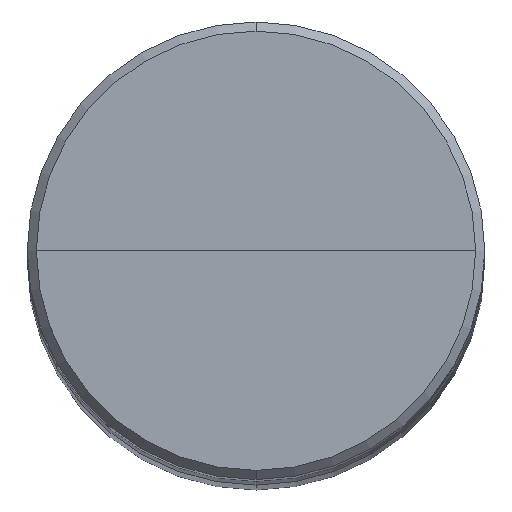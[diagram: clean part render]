
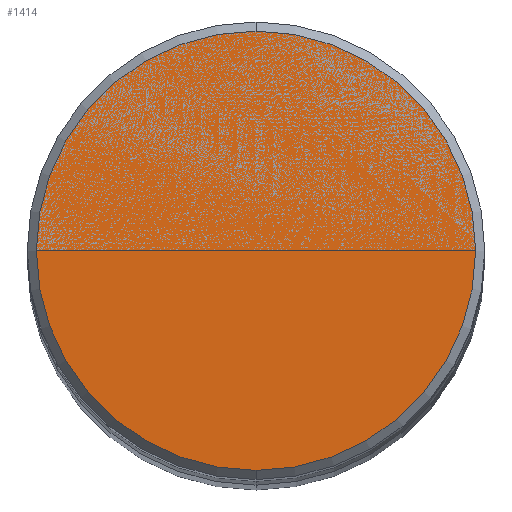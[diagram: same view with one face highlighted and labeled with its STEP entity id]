
A CAD part, top view. The second image highlights one B-rep face of the part: STEP entity #1414.
In plain terms, the highlighted planar face has unit normal (0, 0, 1).
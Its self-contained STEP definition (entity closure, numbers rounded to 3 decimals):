
#1315=CARTESIAN_POINT('',(0.,0.,80.));
#1316=DIRECTION('',(0.,0.,-1.));
#1317=DIRECTION('',(0.,-1.,0.));
#1318=AXIS2_PLACEMENT_3D('',#1315,#1316,#1317);
#1323=CARTESIAN_POINT('',(0.,0.,80.));
#1324=DIRECTION('',(0.,0.,-1.));
#1325=DIRECTION('',(0.,1.,0.));
#1326=AXIS2_PLACEMENT_3D('',#1323,#1324,#1325);
#1399=CARTESIAN_POINT('',(0.,-2.88,80.));
#1400=CARTESIAN_POINT('',(0.,2.88,80.));
#1401=VERTEX_POINT('',#1399);
#1402=VERTEX_POINT('',#1400);
#1403=CARTESIAN_POINT('',(0.,0.,80.));
#1404=DIRECTION('',(0.,0.,1.));
#1405=DIRECTION('',(0.,-1.,0.));
#1406=AXIS2_PLACEMENT_3D('',#1403,#1404,#1405);
#1407=PLANE('',#1406);
#1409=ORIENTED_EDGE('',*,*,#1408,.T.);
#1411=ORIENTED_EDGE('',*,*,#1410,.T.);
#1412=EDGE_LOOP('',(#1409,#1411));
#1413=FACE_OUTER_BOUND('',#1412,.F.);
#1319=CIRCLE('',#1318,2.88);
#1327=CIRCLE('',#1326,2.88);
#1408=EDGE_CURVE('',#1401,#1402,#1319,.T.);
#1410=EDGE_CURVE('',#1402,#1401,#1327,.T.);
#1414=ADVANCED_FACE('',(#1413),#1407,.T.);
